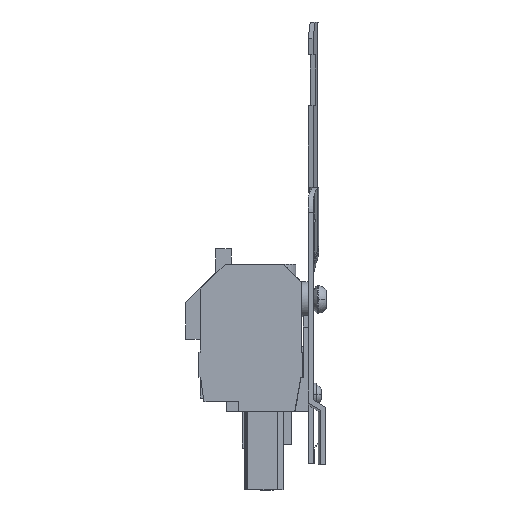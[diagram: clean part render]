
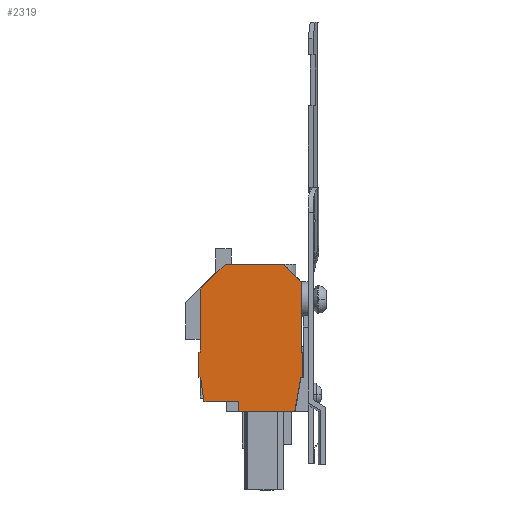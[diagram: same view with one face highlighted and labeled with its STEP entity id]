
A CAD part, left-side view. The second image highlights one B-rep face of the part: STEP entity #2319.
In plain terms, the highlighted planar face has unit normal (-1, 0, 0).
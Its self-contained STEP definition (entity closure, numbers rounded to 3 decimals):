
#2212=AXIS2_PLACEMENT_3D('Plane Axis2P3D',#2209,#2210,#2211) ;
#395=CARTESIAN_POINT('Vertex',(0.,20.034,44.7)) ;
#398=CARTESIAN_POINT('Line Origine',(0.,14.295,44.7)) ;
#402=CARTESIAN_POINT('Vertex',(0.,8.556,44.7)) ;
#1959=CARTESIAN_POINT('Vertex',(0.,17.393,15.5)) ;
#1962=CARTESIAN_POINT('Line Origine',(0.,17.393,16.5)) ;
#1966=CARTESIAN_POINT('Vertex',(0.,17.393,17.5)) ;
#2193=CARTESIAN_POINT('Vertex',(0.,24.97,39.764)) ;
#2196=CARTESIAN_POINT('Line Origine',(0.,22.502,42.232)) ;
#2209=CARTESIAN_POINT('Axis2P3D Location',(0.,4.67,0.)) ;
#2214=CARTESIAN_POINT('Line Origine',(0.,25.27,24.8)) ;
#2218=CARTESIAN_POINT('Vertex',(0.,25.27,27.3)) ;
#2220=CARTESIAN_POINT('Vertex',(0.,25.27,22.3)) ;
#2223=CARTESIAN_POINT('Line Origine',(0.,25.086,22.3)) ;
#2227=CARTESIAN_POINT('Vertex',(0.,24.902,22.3)) ;
#2230=CARTESIAN_POINT('Line Origine',(0.,24.565,19.9)) ;
#2234=CARTESIAN_POINT('Vertex',(0.,24.227,17.5)) ;
#2237=CARTESIAN_POINT('Line Origine',(0.,20.81,17.5)) ;
#2242=CARTESIAN_POINT('Line Origine',(0.,11.833,15.5)) ;
#2246=CARTESIAN_POINT('Vertex',(0.,6.273,15.5)) ;
#2249=CARTESIAN_POINT('Line Origine',(0.,5.674,18.9)) ;
#2253=CARTESIAN_POINT('Vertex',(0.,5.074,22.3)) ;
#2256=CARTESIAN_POINT('Line Origine',(0.,4.872,22.3)) ;
#2260=CARTESIAN_POINT('Vertex',(0.,4.67,22.3)) ;
#2263=CARTESIAN_POINT('Line Origine',(0.,4.67,24.8)) ;
#2267=CARTESIAN_POINT('Vertex',(0.,4.67,27.3)) ;
#2270=CARTESIAN_POINT('Line Origine',(0.,4.82,27.3)) ;
#2274=CARTESIAN_POINT('Vertex',(0.,4.97,27.3)) ;
#2277=CARTESIAN_POINT('Line Origine',(0.,4.97,34.207)) ;
#2281=CARTESIAN_POINT('Vertex',(0.,4.97,41.114)) ;
#2284=CARTESIAN_POINT('Line Origine',(0.,6.763,42.907)) ;
#2289=CARTESIAN_POINT('Line Origine',(0.,24.97,33.532)) ;
#2293=CARTESIAN_POINT('Vertex',(0.,24.97,27.3)) ;
#2296=CARTESIAN_POINT('Line Origine',(0.,25.12,27.3)) ;
#399=DIRECTION('Vector Direction',(0.,1.,0.)) ;
#1963=DIRECTION('Vector Direction',(0.,0.,-1.)) ;
#2197=DIRECTION('Vector Direction',(0.,0.707,-0.707)) ;
#2210=DIRECTION('Axis2P3D Direction',(-1.,0.,0.)) ;
#2211=DIRECTION('Axis2P3D XDirection',(0.,0.,1.)) ;
#2215=DIRECTION('Vector Direction',(0.,0.,-1.)) ;
#2224=DIRECTION('Vector Direction',(0.,-1.,0.)) ;
#2231=DIRECTION('Vector Direction',(0.,-0.139,-0.99)) ;
#2238=DIRECTION('Vector Direction',(0.,-1.,0.)) ;
#2243=DIRECTION('Vector Direction',(0.,-1.,0.)) ;
#2250=DIRECTION('Vector Direction',(0.,0.174,-0.985)) ;
#2257=DIRECTION('Vector Direction',(0.,-1.,0.)) ;
#2264=DIRECTION('Vector Direction',(0.,0.,1.)) ;
#2271=DIRECTION('Vector Direction',(0.,1.,0.)) ;
#2278=DIRECTION('Vector Direction',(0.,0.,-1.)) ;
#2285=DIRECTION('Vector Direction',(0.,0.707,0.707)) ;
#2290=DIRECTION('Vector Direction',(0.,0.,1.)) ;
#2297=DIRECTION('Vector Direction',(0.,1.,0.)) ;
#400=VECTOR('Line Direction',#399,1.) ;
#1964=VECTOR('Line Direction',#1963,1.) ;
#2198=VECTOR('Line Direction',#2197,1.) ;
#2216=VECTOR('Line Direction',#2215,1.) ;
#2225=VECTOR('Line Direction',#2224,1.) ;
#2232=VECTOR('Line Direction',#2231,1.) ;
#2239=VECTOR('Line Direction',#2238,1.) ;
#2244=VECTOR('Line Direction',#2243,1.) ;
#2251=VECTOR('Line Direction',#2250,1.) ;
#2258=VECTOR('Line Direction',#2257,1.) ;
#2265=VECTOR('Line Direction',#2264,1.) ;
#2272=VECTOR('Line Direction',#2271,1.) ;
#2279=VECTOR('Line Direction',#2278,1.) ;
#2286=VECTOR('Line Direction',#2285,1.) ;
#2291=VECTOR('Line Direction',#2290,1.) ;
#2298=VECTOR('Line Direction',#2297,1.) ;
#2302=ORIENTED_EDGE('',*,*,#2222,.T.) ;
#2303=ORIENTED_EDGE('',*,*,#2229,.T.) ;
#2304=ORIENTED_EDGE('',*,*,#2236,.T.) ;
#2305=ORIENTED_EDGE('',*,*,#2241,.T.) ;
#2306=ORIENTED_EDGE('',*,*,#1968,.T.) ;
#2307=ORIENTED_EDGE('',*,*,#2248,.T.) ;
#2308=ORIENTED_EDGE('',*,*,#2255,.T.) ;
#2309=ORIENTED_EDGE('',*,*,#2262,.T.) ;
#2310=ORIENTED_EDGE('',*,*,#2269,.T.) ;
#2311=ORIENTED_EDGE('',*,*,#2276,.T.) ;
#2312=ORIENTED_EDGE('',*,*,#2283,.T.) ;
#2313=ORIENTED_EDGE('',*,*,#2288,.T.) ;
#2314=ORIENTED_EDGE('',*,*,#404,.T.) ;
#2315=ORIENTED_EDGE('',*,*,#2200,.T.) ;
#2316=ORIENTED_EDGE('',*,*,#2295,.T.) ;
#2317=ORIENTED_EDGE('',*,*,#2300,.T.) ;
#2319=ADVANCED_FACE('housing',(#2318),#2213,.T.) ;
#404=EDGE_CURVE('',#403,#396,#401,.T.) ;
#1968=EDGE_CURVE('',#1967,#1960,#1965,.T.) ;
#2200=EDGE_CURVE('',#396,#2194,#2199,.T.) ;
#2222=EDGE_CURVE('',#2219,#2221,#2217,.T.) ;
#2229=EDGE_CURVE('',#2221,#2228,#2226,.T.) ;
#2236=EDGE_CURVE('',#2228,#2235,#2233,.T.) ;
#2241=EDGE_CURVE('',#2235,#1967,#2240,.T.) ;
#2248=EDGE_CURVE('',#1960,#2247,#2245,.T.) ;
#2255=EDGE_CURVE('',#2247,#2254,#2252,.F.) ;
#2262=EDGE_CURVE('',#2254,#2261,#2259,.T.) ;
#2269=EDGE_CURVE('',#2261,#2268,#2266,.T.) ;
#2276=EDGE_CURVE('',#2268,#2275,#2273,.T.) ;
#2283=EDGE_CURVE('',#2275,#2282,#2280,.F.) ;
#2288=EDGE_CURVE('',#2282,#403,#2287,.T.) ;
#2295=EDGE_CURVE('',#2194,#2294,#2292,.F.) ;
#2300=EDGE_CURVE('',#2294,#2219,#2299,.T.) ;
#2301=EDGE_LOOP('',(#2302,#2303,#2304,#2305,#2306,#2307,#2308,#2309,#2310,#2311,#2312,#2313,#2314,#2315,#2316,#2317)) ;
#2318=FACE_OUTER_BOUND('',#2301,.T.) ;
#401=LINE('Line',#398,#400) ;
#1965=LINE('Line',#1962,#1964) ;
#2199=LINE('Line',#2196,#2198) ;
#2217=LINE('Line',#2214,#2216) ;
#2226=LINE('Line',#2223,#2225) ;
#2233=LINE('Line',#2230,#2232) ;
#2240=LINE('Line',#2237,#2239) ;
#2245=LINE('Line',#2242,#2244) ;
#2252=LINE('Line',#2249,#2251) ;
#2259=LINE('Line',#2256,#2258) ;
#2266=LINE('Line',#2263,#2265) ;
#2273=LINE('Line',#2270,#2272) ;
#2280=LINE('Line',#2277,#2279) ;
#2287=LINE('Line',#2284,#2286) ;
#2292=LINE('Line',#2289,#2291) ;
#2299=LINE('Line',#2296,#2298) ;
#2213=PLANE('',#2212) ;
#396=VERTEX_POINT('',#395) ;
#403=VERTEX_POINT('',#402) ;
#1960=VERTEX_POINT('',#1959) ;
#1967=VERTEX_POINT('',#1966) ;
#2194=VERTEX_POINT('',#2193) ;
#2219=VERTEX_POINT('',#2218) ;
#2221=VERTEX_POINT('',#2220) ;
#2228=VERTEX_POINT('',#2227) ;
#2235=VERTEX_POINT('',#2234) ;
#2247=VERTEX_POINT('',#2246) ;
#2254=VERTEX_POINT('',#2253) ;
#2261=VERTEX_POINT('',#2260) ;
#2268=VERTEX_POINT('',#2267) ;
#2275=VERTEX_POINT('',#2274) ;
#2282=VERTEX_POINT('',#2281) ;
#2294=VERTEX_POINT('',#2293) ;
